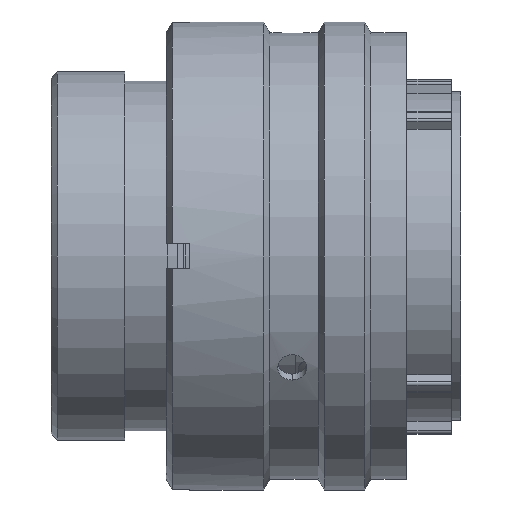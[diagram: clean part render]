
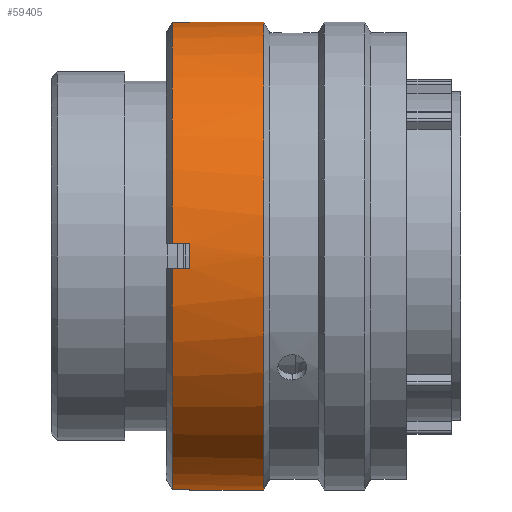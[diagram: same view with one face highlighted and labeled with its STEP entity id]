
A CAD part, front view. The second image highlights one B-rep face of the part: STEP entity #59405.
In plain terms, the highlighted cylindrical face has radius 19.05 mm (diameter 38.1 mm), a partial arc.
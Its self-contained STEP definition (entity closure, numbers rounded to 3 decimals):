
#52 = EDGE_CURVE ( 'NONE', #73030, #100962, #70026, .T. ) ;
#1086 = EDGE_CURVE ( 'NONE', #88263, #81692, #38789, .T. ) ;
#1408 = DIRECTION ( 'NONE',  ( 1., 0., 0. ) ) ;
#2276 = CARTESIAN_POINT ( 'NONE',  ( 11.278, -1., 19.024 ) ) ;
#3576 = CARTESIAN_POINT ( 'NONE',  ( 11.278, 0., 19.05 ) ) ;
#3919 = ORIENTED_EDGE ( 'NONE', *, *, #37901, .T. ) ;
#5034 = LINE ( 'NONE', #43119, #33249 ) ;
#6415 = DIRECTION ( 'NONE',  ( -1., 0., 0. ) ) ;
#7049 = VECTOR ( 'NONE', #87012, 1000. ) ;
#8286 = AXIS2_PLACEMENT_3D ( 'NONE', #57457, #66086, #92620 ) ;
#8769 = DIRECTION ( 'NONE',  ( 1., 0., 0. ) ) ;
#10638 = CARTESIAN_POINT ( 'NONE',  ( 11.278, 0., 0. ) ) ;
#11507 = DIRECTION ( 'NONE',  ( 0., 0., -1. ) ) ;
#11728 = DIRECTION ( 'NONE',  ( 0., 0., -1. ) ) ;
#11900 = DIRECTION ( 'NONE',  ( 1., 0., 0. ) ) ;
#12220 = EDGE_CURVE ( 'NONE', #100962, #81692, #75076, .T. ) ;
#12643 = VERTEX_POINT ( 'NONE', #57884 ) ;
#13108 = EDGE_CURVE ( 'NONE', #12643, #39394, #5034, .T. ) ;
#15315 = VERTEX_POINT ( 'NONE', #48250 ) ;
#16409 = CIRCLE ( 'NONE', #38349, 19.05 ) ;
#18424 = ORIENTED_EDGE ( 'NONE', *, *, #52, .F. ) ;
#19618 = ORIENTED_EDGE ( 'NONE', *, *, #12220, .F. ) ;
#20379 = CARTESIAN_POINT ( 'NONE',  ( 17.298, 0., -19.05 ) ) ;
#22230 = EDGE_CURVE ( 'NONE', #73030, #69953, #105372, .T. ) ;
#22393 = AXIS2_PLACEMENT_3D ( 'NONE', #90764, #107369, #56731 ) ;
#22947 = ORIENTED_EDGE ( 'NONE', *, *, #13108, .T. ) ;
#22968 = DIRECTION ( 'NONE',  ( 1., 0., 0. ) ) ;
#24052 = VECTOR ( 'NONE', #22968, 1000. ) ;
#25792 = ORIENTED_EDGE ( 'NONE', *, *, #49353, .T. ) ;
#26298 = CARTESIAN_POINT ( 'NONE',  ( 28.928, -1., -19.024 ) ) ;
#26936 = CARTESIAN_POINT ( 'NONE',  ( 9.878, 0., 0. ) ) ;
#27238 = ORIENTED_EDGE ( 'NONE', *, *, #50338, .T. ) ;
#27728 = CYLINDRICAL_SURFACE ( 'NONE', #8286, 19.05 ) ;
#27941 = VECTOR ( 'NONE', #11900, 1000. ) ;
#31522 = CARTESIAN_POINT ( 'NONE',  ( 11.278, 0., -19.05 ) ) ;
#33001 = ORIENTED_EDGE ( 'NONE', *, *, #95389, .T. ) ;
#33249 = VECTOR ( 'NONE', #6415, 1000. ) ;
#34135 = CIRCLE ( 'NONE', #108908, 19.05 ) ;
#36042 = DIRECTION ( 'NONE',  ( 1., 0., 0. ) ) ;
#36330 = CARTESIAN_POINT ( 'NONE',  ( 9.878, -1., 19.024 ) ) ;
#37307 = DIRECTION ( 'NONE',  ( 0., 0., 1. ) ) ;
#37901 = EDGE_CURVE ( 'NONE', #15315, #65086, #56231, .T. ) ;
#38349 = AXIS2_PLACEMENT_3D ( 'NONE', #10638, #105455, #37307 ) ;
#38789 = LINE ( 'NONE', #74265, #24052 ) ;
#39394 = VERTEX_POINT ( 'NONE', #110193 ) ;
#39409 = EDGE_LOOP ( 'NONE', ( #18424, #71649, #33001, #57647, #25792, #106174, #22947, #27238, #3919, #94798, #56737, #19618 ) ) ;
#41381 = LINE ( 'NONE', #46726, #27941 ) ;
#42638 = DIRECTION ( 'NONE',  ( -1., 0., 0. ) ) ;
#43119 = CARTESIAN_POINT ( 'NONE',  ( 28.928, -19.024, -1. ) ) ;
#46726 = CARTESIAN_POINT ( 'NONE',  ( 28.928, -19.024, 1. ) ) ;
#46925 = DIRECTION ( 'NONE',  ( 1., 0., 0. ) ) ;
#48250 = CARTESIAN_POINT ( 'NONE',  ( 9.878, -1., -19.024 ) ) ;
#48504 = EDGE_CURVE ( 'NONE', #99066, #12643, #16409, .T. ) ;
#48539 = CARTESIAN_POINT ( 'NONE',  ( 9.878, -19.024, 1. ) ) ;
#48596 = AXIS2_PLACEMENT_3D ( 'NONE', #51084, #8769, #77678 ) ;
#49353 = EDGE_CURVE ( 'NONE', #84812, #99066, #41381, .T. ) ;
#50338 = EDGE_CURVE ( 'NONE', #39394, #15315, #87226, .T. ) ;
#50453 = CARTESIAN_POINT ( 'NONE',  ( 17.298, 0., 0. ) ) ;
#51084 = CARTESIAN_POINT ( 'NONE',  ( 11.278, 0., 0. ) ) ;
#51251 = CARTESIAN_POINT ( 'NONE',  ( 11.278, -19.024, 1. ) ) ;
#51978 = EDGE_CURVE ( 'NONE', #65086, #88263, #55845, .T. ) ;
#54615 = EDGE_CURVE ( 'NONE', #94049, #84812, #34135, .T. ) ;
#55845 = CIRCLE ( 'NONE', #22393, 19.05 ) ;
#56231 = LINE ( 'NONE', #26298, #101794 ) ;
#56731 = DIRECTION ( 'NONE',  ( 0., 0., 1. ) ) ;
#56737 = ORIENTED_EDGE ( 'NONE', *, *, #1086, .T. ) ;
#57457 = CARTESIAN_POINT ( 'NONE',  ( 28.928, 0., 0. ) ) ;
#57647 = ORIENTED_EDGE ( 'NONE', *, *, #54615, .T. ) ;
#57884 = CARTESIAN_POINT ( 'NONE',  ( 11.278, -19.024, -1. ) ) ;
#59405 = ADVANCED_FACE ( 'NONE', ( #77370 ), #27728, .T. ) ;
#62307 = AXIS2_PLACEMENT_3D ( 'NONE', #26936, #1408, #11507 ) ;
#65086 = VERTEX_POINT ( 'NONE', #83853 ) ;
#66086 = DIRECTION ( 'NONE',  ( 1., 0., 0. ) ) ;
#69953 = VERTEX_POINT ( 'NONE', #2276 ) ;
#70026 = LINE ( 'NONE', #87363, #7049 ) ;
#71649 = ORIENTED_EDGE ( 'NONE', *, *, #22230, .T. ) ;
#73030 = VERTEX_POINT ( 'NONE', #3576 ) ;
#74265 = CARTESIAN_POINT ( 'NONE',  ( 28.928, 0., -19.05 ) ) ;
#75076 = CIRCLE ( 'NONE', #110828, 19.05 ) ;
#77370 = FACE_OUTER_BOUND ( 'NONE', #39409, .T. ) ;
#77678 = DIRECTION ( 'NONE',  ( 0., 0., 1. ) ) ;
#79284 = LINE ( 'NONE', #102974, #85936 ) ;
#81692 = VERTEX_POINT ( 'NONE', #20379 ) ;
#83853 = CARTESIAN_POINT ( 'NONE',  ( 11.278, -1., -19.024 ) ) ;
#84812 = VERTEX_POINT ( 'NONE', #48539 ) ;
#85936 = VECTOR ( 'NONE', #42638, 1000. ) ;
#87012 = DIRECTION ( 'NONE',  ( 1., 0., 0. ) ) ;
#87226 = CIRCLE ( 'NONE', #62307, 19.05 ) ;
#87363 = CARTESIAN_POINT ( 'NONE',  ( 28.928, 0., 19.05 ) ) ;
#88263 = VERTEX_POINT ( 'NONE', #31522 ) ;
#90764 = CARTESIAN_POINT ( 'NONE',  ( 11.278, 0., 0. ) ) ;
#92073 = DIRECTION ( 'NONE',  ( 1., 0., 0. ) ) ;
#92620 = DIRECTION ( 'NONE',  ( 0., 0., -1. ) ) ;
#94049 = VERTEX_POINT ( 'NONE', #36330 ) ;
#94798 = ORIENTED_EDGE ( 'NONE', *, *, #51978, .T. ) ;
#95389 = EDGE_CURVE ( 'NONE', #69953, #94049, #79284, .T. ) ;
#96757 = CARTESIAN_POINT ( 'NONE',  ( 9.878, 0., 0. ) ) ;
#99066 = VERTEX_POINT ( 'NONE', #51251 ) ;
#100962 = VERTEX_POINT ( 'NONE', #107932 ) ;
#101433 = DIRECTION ( 'NONE',  ( 0., 0., -1. ) ) ;
#101794 = VECTOR ( 'NONE', #36042, 1000. ) ;
#102974 = CARTESIAN_POINT ( 'NONE',  ( 28.928, -1., 19.024 ) ) ;
#105372 = CIRCLE ( 'NONE', #48596, 19.05 ) ;
#105455 = DIRECTION ( 'NONE',  ( 1., 0., 0. ) ) ;
#106174 = ORIENTED_EDGE ( 'NONE', *, *, #48504, .T. ) ;
#107369 = DIRECTION ( 'NONE',  ( 1., 0., 0. ) ) ;
#107932 = CARTESIAN_POINT ( 'NONE',  ( 17.298, 0., 19.05 ) ) ;
#108908 = AXIS2_PLACEMENT_3D ( 'NONE', #96757, #46925, #11728 ) ;
#110193 = CARTESIAN_POINT ( 'NONE',  ( 9.878, -19.024, -1. ) ) ;
#110828 = AXIS2_PLACEMENT_3D ( 'NONE', #50453, #92073, #101433 ) ;
